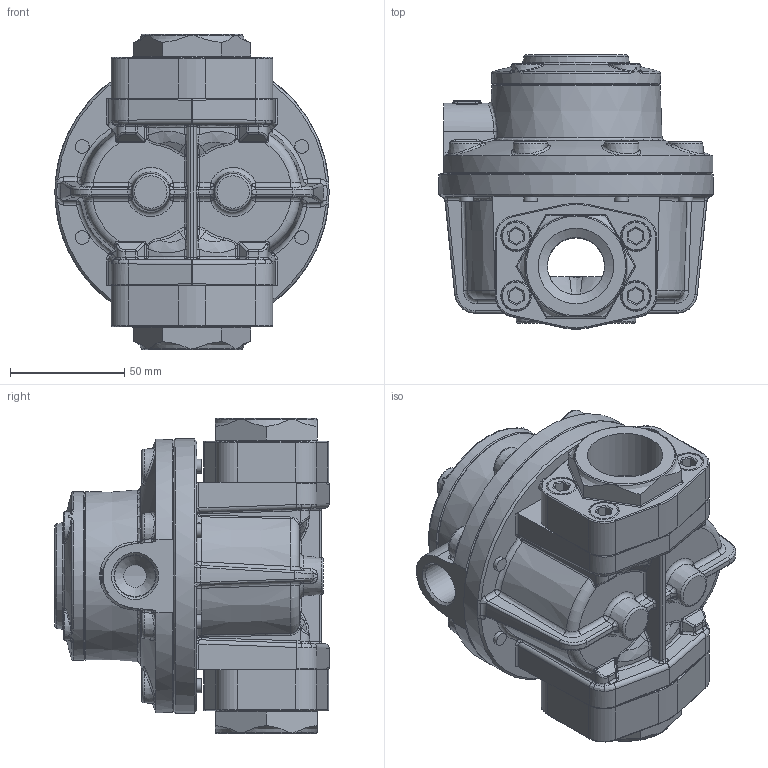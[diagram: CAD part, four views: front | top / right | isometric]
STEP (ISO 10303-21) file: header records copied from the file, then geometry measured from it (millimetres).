
FILE_DESCRIPTION( ( 'Unknown' ), '1' );
FILE_NAME( 'OM025 Threaded Exd (AL).stp', 'Unknown', ( 'Unknown' ), ( 'Unknown' ), 'PSStep 15.0.49', 'Unknown', ' ' );
FILE_SCHEMA( ( 'AUTOMOTIVE_DESIGN { 1 0 10303 214 1 1 1 1 }' ) );
Length unit declared in the file: millimetre
Products named in the file (51): 130808110 M8x20 SS Sockt Hd Cap Screw-oa8; 130806112 M6x20 SS SHCS-oa11; 130805105 M5 x 12 long Socket Head Cap Screw-oa1; 130805105 M5 x 12 long Socket Head Cap Screw; 130806112 M6x20 SS SHCS-oa12; 130806112 M6x20 SS SHCS-oa15; 130808110 M8x20 SS Sockt Hd Cap Screw-oa6; 130806112 M6x20 SS SHCS-oa17; 130808110 M8x20 SS Sockt Hd Cap Screw-oa7; 130805105 M5 x 12 long Socket Head Cap Screw-oa0; 1322092 1in BSPP SCREWED PORT AL; 130806112 M6x20 SS SHCS-oa13; 130806112 M6x20 SS SHCS-oa16; 130806112 M6x20 SS SHCS-oa14; OM025A Meter Cap (for external use); OM025A Meter Body (for external use); 130808110 M8x20 SS Sockt Hd Cap Screw-oa10; 130806112 M6x20 SS SHCS; 1306030 OM025 COVER.par; 1306030 OM025 COVER; 130808110 M8x20 SS Sockt Hd Cap Screw; 1322092 1in BSPP SCREWED PORT AL-oa3; 130805105 M5 x 12 long Socket Head Cap Screw-oa2; 130808110 M8x20 SS Sockt Hd Cap Screw-oa4; 130808110 M8x20 SS Sockt Hd Cap Screw-oa5; 130808110 M8x20 SS Sockt Hd Cap Screw-oa9; Assem1
Assembly tree (50 placements, depth 3):
  Assem1
    130805105 M5 x 12 long Socket Head Cap Screw
      130805105 M5 x 12 long Socket Head Cap Screw
    130805105 M5 x 12 long Socket Head Cap Screw-oa0
      130805105 M5 x 12 long Socket Head Cap Screw-oa0
    130805105 M5 x 12 long Socket Head Cap Screw-oa1
      130805105 M5 x 12 long Socket Head Cap Screw-oa1
    130805105 M5 x 12 long Socket Head Cap Screw-oa2
      130805105 M5 x 12 long Socket Head Cap Screw-oa2
    1322092 1in BSPP SCREWED PORT AL
      1322092 1in BSPP SCREWED PORT AL
    1322092 1in BSPP SCREWED PORT AL-oa3
      1322092 1in BSPP SCREWED PORT AL-oa3
    130808110 M8x20 SS Sockt Hd Cap Screw
      130808110 M8x20 SS Sockt Hd Cap Screw
    130808110 M8x20 SS Sockt Hd Cap Screw-oa4
      130808110 M8x20 SS Sockt Hd Cap Screw-oa4
    130808110 M8x20 SS Sockt Hd Cap Screw-oa5
      130808110 M8x20 SS Sockt Hd Cap Screw-oa5
    130808110 M8x20 SS Sockt Hd Cap Screw-oa6
      130808110 M8x20 SS Sockt Hd Cap Screw-oa6
    130808110 M8x20 SS Sockt Hd Cap Screw-oa7
      130808110 M8x20 SS Sockt Hd Cap Screw-oa7
    130808110 M8x20 SS Sockt Hd Cap Screw-oa8
      130808110 M8x20 SS Sockt Hd Cap Screw-oa8
    130808110 M8x20 SS Sockt Hd Cap Screw-oa9
      130808110 M8x20 SS Sockt Hd Cap Screw-oa9
    130808110 M8x20 SS Sockt Hd Cap Screw-oa10
      130808110 M8x20 SS Sockt Hd Cap Screw-oa10
    130806112 M6x20 SS SHCS
      130806112 M6x20 SS SHCS
    130806112 M6x20 SS SHCS-oa11
      130806112 M6x20 SS SHCS-oa11
    130806112 M6x20 SS SHCS-oa12
      130806112 M6x20 SS SHCS-oa12
    130806112 M6x20 SS SHCS-oa13
      130806112 M6x20 SS SHCS-oa13
    130806112 M6x20 SS SHCS-oa14
      130806112 M6x20 SS SHCS-oa14
    130806112 M6x20 SS SHCS-oa15
      130806112 M6x20 SS SHCS-oa15
    130806112 M6x20 SS SHCS-oa16
      130806112 M6x20 SS SHCS-oa16
    130806112 M6x20 SS SHCS-oa17
      130806112 M6x20 SS SHCS-oa17
    OM025A Meter Cap (for external use)
      OM025A Meter Cap (for external use)
    OM025A Meter Body (for external use)
      OM025A Meter Body (for external use)
    1306030 OM025 COVER.par
      1306030 OM025 COVER
Bounding box: 120 x 120.08 x 138 mm (x, y, z)
Volume: 591967.7 mm3; surface area: 166218.5 mm2
Topology: 25 solids, 25 shells, 1416 faces, 3237 edges, 1926 vertices
Faces by surface type: plane 457, cylinder 351, bspline 307, cone 140, torus 112, sphere 49
Full cylindrical faces by diameter (mm): 4.2 x4, 5 x12, 5.4 x4, 6 x8, 6.2 x8, 7 x8, 8 x8, 8.2 x8, 8.5 x4, 10 x13, 10.5 x8, 13 x8, 13.4 x8, 18 x1, 18.5 x1, 25 x4, 27.77 x2, 30 x1, 33.069 x2, 34.93 x2, 36 x1, 45 x1, 49 x1, 49.25 x1, 54 x1, 74 x1, 86.8 x1, 94 x1, 120 x1
Entity records: 66108 total; most frequent: CARTESIAN_POINT 25469, ORIENTED_EDGE 5754, DIRECTION 5679, EDGE_CURVE 2877, AXIS2_PLACEMENT_3D 2348, VERTEX_POINT 1838, EDGE_LOOP 1789, FACE_OUTER_BOUND 1564
